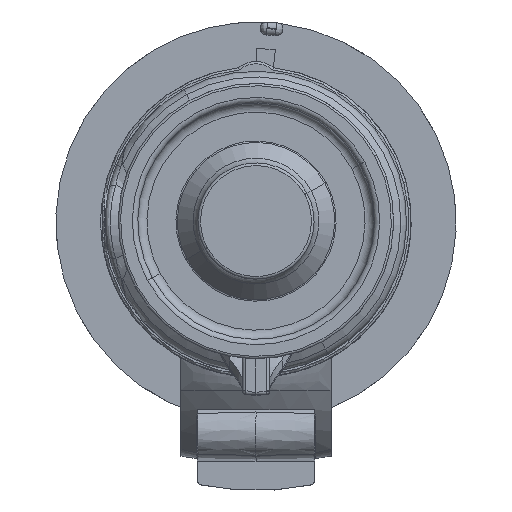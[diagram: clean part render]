
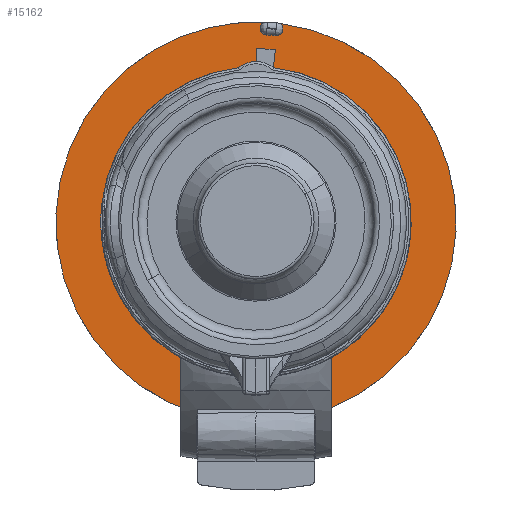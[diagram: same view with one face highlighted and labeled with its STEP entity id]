
A CAD part, top view. The second image highlights one B-rep face of the part: STEP entity #15162.
In plain terms, the highlighted planar face has unit normal (0, 0, 1).
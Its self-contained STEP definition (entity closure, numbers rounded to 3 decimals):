
#2722=CARTESIAN_POINT('',(0.,0.,-33.252));
#2723=DIRECTION('',(0.,0.,-1.));
#2724=DIRECTION('',(-0.121,-0.993,0.));
#2725=AXIS2_PLACEMENT_3D('',#2722,#2723,#2724);
#2727=CARTESIAN_POINT('',(0.,0.,-33.252));
#2728=DIRECTION('',(0.,0.,-1.));
#2729=DIRECTION('',(-0.506,0.862,0.));
#2730=AXIS2_PLACEMENT_3D('',#2727,#2728,#2729);
#2732=CARTESIAN_POINT('',(0.,0.,-33.252));
#2733=DIRECTION('',(0.,0.,-1.));
#2734=DIRECTION('',(0.121,0.993,0.));
#2735=AXIS2_PLACEMENT_3D('',#2732,#2733,#2734);
#2737=CARTESIAN_POINT('',(0.,0.,-33.252));
#2738=DIRECTION('',(0.,0.,-1.));
#2739=DIRECTION('',(0.506,-0.862,0.));
#2740=AXIS2_PLACEMENT_3D('',#2737,#2738,#2739);
#2742=DIRECTION('',(0.,-1.,0.));
#2743=VECTOR('',#2742,2.99);
#2744=CARTESIAN_POINT('',(13.137,-28.369,
-33.252));
#2745=LINE('',#2744,#2743);
#2746=CARTESIAN_POINT('',(0.,0.,-33.252));
#2747=DIRECTION('',(0.,0.,-1.));
#2748=DIRECTION('',(0.112,0.994,0.));
#2749=AXIS2_PLACEMENT_3D('',#2746,#2747,#2748);
#2751=DIRECTION('',(-0.112,-0.994,0.));
#2752=VECTOR('',#2751,4.);
#2753=CARTESIAN_POINT('',(4.257,37.761,-33.252));
#2754=LINE('',#2753,#2752);
#2755=CARTESIAN_POINT('',(0.,0.,-33.252));
#2756=DIRECTION('',(0.,0.,-1.));
#2757=DIRECTION('',(0.,1.,0.));
#2758=AXIS2_PLACEMENT_3D('',#2755,#2756,#2757);
#2760=DIRECTION('',(0.,1.,0.));
#2761=VECTOR('',#2760,2.85);
#2762=CARTESIAN_POINT('',(0.,35.15,-33.252));
#2763=LINE('',#2762,#2761);
#2764=CARTESIAN_POINT('',(0.,29.15,-33.252));
#2765=DIRECTION('',(0.,0.,-1.));
#2766=DIRECTION('',(-0.635,0.773,0.));
#2767=AXIS2_PLACEMENT_3D('',#2764,#2765,#2766);
#2769=CARTESIAN_POINT('',(0.,0.,-33.252));
#2770=DIRECTION('',(0.,0.,1.));
#2771=DIRECTION('',(-0.112,0.994,0.));
#2772=AXIS2_PLACEMENT_3D('',#2769,#2770,#2771);
#2774=DIRECTION('',(0.,-1.,0.));
#2775=VECTOR('',#2774,2.99);
#2776=CARTESIAN_POINT('',(-13.137,-28.369,
-33.252));
#2777=LINE('',#2776,#2775);
#2778=CARTESIAN_POINT('',(0.,0.,-33.252));
#2779=DIRECTION('',(0.,0.,1.));
#2780=DIRECTION('',(-0.42,-0.907,0.));
#2781=AXIS2_PLACEMENT_3D('',#2778,#2779,#2780);
#2783=CARTESIAN_POINT('',(0.,0.,-33.252));
#2784=DIRECTION('',(0.,0.,1.));
#2785=DIRECTION('',(-0.19,-0.982,0.));
#2786=AXIS2_PLACEMENT_3D('',#2783,#2784,#2785);
#2788=DIRECTION('',(0.,1.,0.));
#2789=VECTOR('',#2788,4.401);
#2790=CARTESIAN_POINT('',(-6.546,-38.146,
-33.252));
#2791=LINE('',#2790,#2789);
#2792=DIRECTION('',(0.,1.,0.));
#2793=VECTOR('',#2792,4.401);
#2794=CARTESIAN_POINT('',(6.546,-38.146,
-33.252));
#2795=LINE('',#2794,#2793);
#2796=CARTESIAN_POINT('',(-4.396,-42.322,
-33.252));
#2797=DIRECTION('',(0.,0.,-1.));
#2798=DIRECTION('',(-0.593,-0.805,0.));
#2799=AXIS2_PLACEMENT_3D('',#2796,#2797,#2798);
#2847=CARTESIAN_POINT('',(-2.402,-42.482,
-33.252));
#2848=DIRECTION('',(0.,0.,-1.));
#2849=DIRECTION('',(0.056,0.998,0.));
#2850=AXIS2_PLACEMENT_3D('',#2847,#2848,#2849);
#2861=CARTESIAN_POINT('',(-5.285,-43.53,
-33.252));
#2892=CARTESIAN_POINT('',(-1.717,-43.816,
-33.252));
#3245=CARTESIAN_POINT('',(5.285,43.53,-33.252));
#3276=CARTESIAN_POINT('',(1.717,43.816,-33.252));
#3610=CARTESIAN_POINT('',(4.396,42.322,-33.252));
#3611=DIRECTION('',(0.,0.,-1.));
#3612=DIRECTION('',(0.593,0.805,0.));
#3613=AXIS2_PLACEMENT_3D('',#3610,#3611,#3612);
#3661=CARTESIAN_POINT('',(2.402,42.482,-33.252));
#3662=DIRECTION('',(0.,0.,-1.));
#3663=DIRECTION('',(-0.056,-0.998,0.));
#3664=AXIS2_PLACEMENT_3D('',#3661,#3662,#3663);
#3675=CARTESIAN_POINT('',(0.,0.,-33.252));
#3676=DIRECTION('',(0.,0.,1.));
#3677=DIRECTION('',(0.103,0.995,0.));
#3678=AXIS2_PLACEMENT_3D('',#3675,#3676,#3677);
#5919=CARTESIAN_POINT('',(0.,0.,-33.252));
#5920=DIRECTION('',(0.,0.,1.));
#5921=DIRECTION('',(-0.103,-0.995,0.));
#5922=AXIS2_PLACEMENT_3D('',#5919,#5920,#5921);
#7149=CARTESIAN_POINT('',(0.,0.,-33.252));
#7150=DIRECTION('',(0.,0.,-1.));
#7151=DIRECTION('',(0.169,-0.986,0.));
#7152=AXIS2_PLACEMENT_3D('',#7149,#7150,#7151);
#9289=CARTESIAN_POINT('',(-4.241,-40.83,
-33.252));
#9290=VERTEX_POINT('',#9289);
#9291=CARTESIAN_POINT('',(-2.317,-40.985,
-33.252));
#9292=VERTEX_POINT('',#9291);
#9293=CARTESIAN_POINT('',(2.317,40.985,-33.252));
#9294=VERTEX_POINT('',#9293);
#9295=CARTESIAN_POINT('',(4.241,40.83,-33.252));
#9296=VERTEX_POINT('',#9295);
#9297=CARTESIAN_POINT('',(22.201,-37.815,
-33.252));
#9298=VERTEX_POINT('',#9297);
#9299=CARTESIAN_POINT('',(-22.201,37.815,
-33.252));
#9300=VERTEX_POINT('',#9299);
#9301=VERTEX_POINT('',#3245);
#9306=VERTEX_POINT('',#3276);
#9307=VERTEX_POINT('',#2861);
#9312=VERTEX_POINT('',#2892);
#9480=CARTESIAN_POINT('',(13.137,-28.369,
-33.252));
#9481=CARTESIAN_POINT('',(13.137,-31.359,
-33.252));
#9482=VERTEX_POINT('',#9480);
#9483=VERTEX_POINT('',#9481);
#9484=CARTESIAN_POINT('',(0.,35.15,-33.252));
#9485=CARTESIAN_POINT('',(0.,38.,-33.252));
#9486=VERTEX_POINT('',#9484);
#9487=VERTEX_POINT('',#9485);
#9488=CARTESIAN_POINT('',(4.257,37.761,-33.252));
#9489=VERTEX_POINT('',#9488);
#9490=CARTESIAN_POINT('',(3.809,33.786,-33.252));
#9491=VERTEX_POINT('',#9490);
#9492=CARTESIAN_POINT('',(-3.809,33.786,
-33.252));
#9493=CARTESIAN_POINT('',(-13.137,-31.359,
-33.252));
#9494=VERTEX_POINT('',#9492);
#9495=VERTEX_POINT('',#9493);
#9496=CARTESIAN_POINT('',(-13.137,-28.369,
-33.252));
#9497=VERTEX_POINT('',#9496);
#9622=CARTESIAN_POINT('',(-6.546,-33.746,
-33.252));
#9623=CARTESIAN_POINT('',(6.546,-33.746,
-33.252));
#9624=VERTEX_POINT('',#9622);
#9625=VERTEX_POINT('',#9623);
#9626=CARTESIAN_POINT('',(6.546,-38.146,
-33.252));
#9627=VERTEX_POINT('',#9626);
#9628=CARTESIAN_POINT('',(-6.546,-38.146,
-33.252));
#9629=VERTEX_POINT('',#9628);
#15106=CARTESIAN_POINT('',(22.201,-37.815,
-33.252));
#15107=DIRECTION('',(0.,0.,-1.));
#15108=DIRECTION('',(-0.862,-0.506,0.));
#15109=AXIS2_PLACEMENT_3D('',#15106,#15107,#15108);
#15110=PLANE('',#15109);
#15112=ORIENTED_EDGE('',*,*,#15111,.F.);
#15114=ORIENTED_EDGE('',*,*,#15113,.T.);
#15116=ORIENTED_EDGE('',*,*,#15115,.T.);
#15118=ORIENTED_EDGE('',*,*,#15117,.F.);
#15120=ORIENTED_EDGE('',*,*,#15119,.F.);
#15122=ORIENTED_EDGE('',*,*,#15121,.F.);
#15124=ORIENTED_EDGE('',*,*,#15123,.T.);
#15126=ORIENTED_EDGE('',*,*,#15125,.T.);
#15128=ORIENTED_EDGE('',*,*,#15127,.F.);
#15130=ORIENTED_EDGE('',*,*,#15129,.F.);
#15131=EDGE_LOOP('',(#15112,#15114,#15116,#15118,#15120,#15122,#15124,#15126,
#15128,#15130));
#15132=FACE_OUTER_BOUND('',#15131,.F.);
#15134=ORIENTED_EDGE('',*,*,#15133,.T.);
#15136=ORIENTED_EDGE('',*,*,#15135,.F.);
#15138=ORIENTED_EDGE('',*,*,#15137,.F.);
#15140=ORIENTED_EDGE('',*,*,#15139,.F.);
#15142=ORIENTED_EDGE('',*,*,#15141,.F.);
#15143=ORIENTED_EDGE('',*,*,#15076,.F.);
#15145=ORIENTED_EDGE('',*,*,#15144,.T.);
#15147=ORIENTED_EDGE('',*,*,#15146,.F.);
#15149=ORIENTED_EDGE('',*,*,#15148,.T.);
#15150=EDGE_LOOP('',(#15134,#15136,#15138,#15140,#15142,#15143,#15145,#15147,
#15149));
#15151=FACE_BOUND('',#15150,.F.);
#15153=ORIENTED_EDGE('',*,*,#15152,.F.);
#15155=ORIENTED_EDGE('',*,*,#15154,.F.);
#15157=ORIENTED_EDGE('',*,*,#15156,.F.);
#15159=ORIENTED_EDGE('',*,*,#15158,.T.);
#15160=EDGE_LOOP('',(#15153,#15155,#15157,#15159));
#15161=FACE_BOUND('',#15160,.F.);
#15162=ADVANCED_FACE('',(#15132,#15151,#15161),#15110,.F.);
#2726=CIRCLE('',#2725,43.85);
#2731=CIRCLE('',#2730,43.85);
#2736=CIRCLE('',#2735,43.85);
#2741=CIRCLE('',#2740,43.85);
#2750=CIRCLE('',#2749,34.);
#2759=CIRCLE('',#2758,38.);
#2768=CIRCLE('',#2767,6.);
#2773=CIRCLE('',#2772,34.);
#2782=CIRCLE('',#2781,31.263);
#2787=CIRCLE('',#2786,34.375);
#2800=CIRCLE('',#2799,1.5);
#2851=CIRCLE('',#2850,1.5);
#3614=CIRCLE('',#3613,1.5);
#3665=CIRCLE('',#3664,1.5);
#3679=CIRCLE('',#3678,41.05);
#5923=CIRCLE('',#5922,41.05);
#7153=CIRCLE('',#7152,38.704);
#15076=EDGE_CURVE('',#9494,#9486,#2768,.T.);
#15111=EDGE_CURVE('',#9307,#9290,#2800,.T.);
#15113=EDGE_CURVE('',#9307,#9300,#2726,.T.);
#15115=EDGE_CURVE('',#9300,#9306,#2731,.T.);
#15117=EDGE_CURVE('',#9294,#9306,#3665,.T.);
#15119=EDGE_CURVE('',#9296,#9294,#3679,.T.);
#15121=EDGE_CURVE('',#9301,#9296,#3614,.T.);
#15123=EDGE_CURVE('',#9301,#9298,#2736,.T.);
#15125=EDGE_CURVE('',#9298,#9312,#2741,.T.);
#15127=EDGE_CURVE('',#9292,#9312,#2851,.T.);
#15129=EDGE_CURVE('',#9290,#9292,#5923,.T.);
#15133=EDGE_CURVE('',#9482,#9483,#2745,.T.);
#15135=EDGE_CURVE('',#9491,#9483,#2750,.T.);
#15137=EDGE_CURVE('',#9489,#9491,#2754,.T.);
#15139=EDGE_CURVE('',#9487,#9489,#2759,.T.);
#15141=EDGE_CURVE('',#9486,#9487,#2763,.T.);
#15144=EDGE_CURVE('',#9494,#9495,#2773,.T.);
#15146=EDGE_CURVE('',#9497,#9495,#2777,.T.);
#15148=EDGE_CURVE('',#9497,#9482,#2782,.T.);
#15152=EDGE_CURVE('',#9624,#9625,#2787,.T.);
#15154=EDGE_CURVE('',#9629,#9624,#2791,.T.);
#15156=EDGE_CURVE('',#9627,#9629,#7153,.T.);
#15158=EDGE_CURVE('',#9627,#9625,#2795,.T.);
